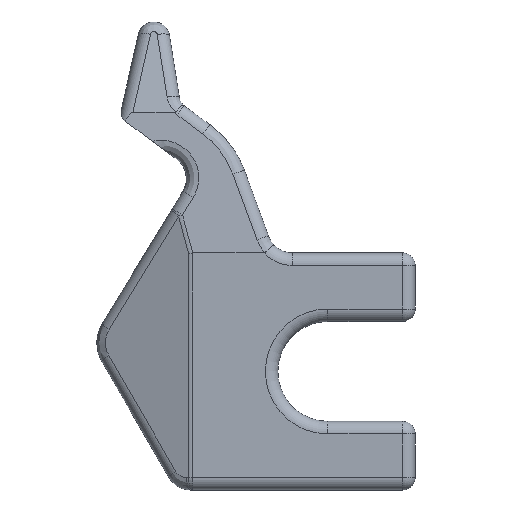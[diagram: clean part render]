
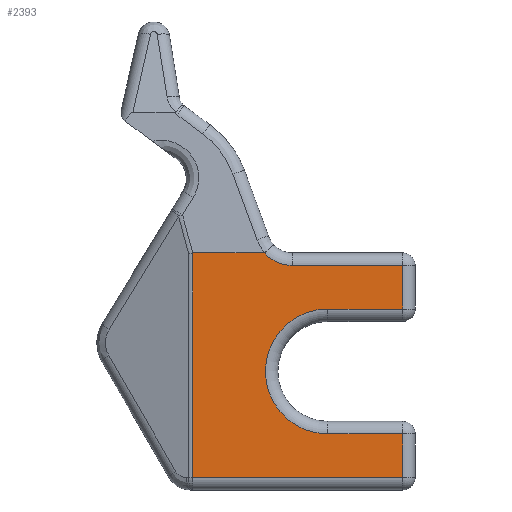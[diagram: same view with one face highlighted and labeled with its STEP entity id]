
A CAD part, left-side view. The second image highlights one B-rep face of the part: STEP entity #2393.
In plain terms, the highlighted planar face has unit normal (-1, 0, 0).
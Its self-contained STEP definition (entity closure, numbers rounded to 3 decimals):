
#1 = ORIENTED_EDGE ( 'NONE', *, *, #2933, .T. ) ;
#119 = PLANE ( 'NONE',  #2573 ) ;
#156 = DIRECTION ( 'NONE',  ( 1., 0., 0. ) ) ;
#162 = LINE ( 'NONE', #3492, #2278 ) ;
#164 = CIRCLE ( 'NONE', #1725, 100. ) ;
#165 = VERTEX_POINT ( 'NONE', #657 ) ;
#328 = CARTESIAN_POINT ( 'NONE',  ( -100., 197.099, 360. ) ) ;
#368 = LINE ( 'NONE', #1606, #2499 ) ;
#417 = EDGE_CURVE ( 'NONE', #3552, #1888, #2888, .T. ) ;
#507 = CARTESIAN_POINT ( 'NONE',  ( -100., 241.82, 380. ) ) ;
#657 = CARTESIAN_POINT ( 'NONE',  ( -100., 20., 20. ) ) ;
#726 = ORIENTED_EDGE ( 'NONE', *, *, #417, .T. ) ;
#745 = LINE ( 'NONE', #1969, #1876 ) ;
#754 = FACE_OUTER_BOUND ( 'NONE', #3632, .T. ) ;
#890 = EDGE_CURVE ( 'NONE', #2342, #2705, #3399, .T. ) ;
#979 = DIRECTION ( 'NONE',  ( 0., 0., 1. ) ) ;
#1016 = EDGE_CURVE ( 'NONE', #3373, #2705, #745, .T. ) ;
#1051 = EDGE_CURVE ( 'NONE', #2678, #2230, #164, .T. ) ;
#1147 = DIRECTION ( 'NONE',  ( 0., -1., 0. ) ) ;
#1254 = CARTESIAN_POINT ( 'NONE',  ( -100., 360., 40. ) ) ;
#1269 = LINE ( 'NONE', #3309, #3445 ) ;
#1316 = VERTEX_POINT ( 'NONE', #2598 ) ;
#1319 = VECTOR ( 'NONE', #1766, 1000. ) ;
#1343 = LINE ( 'NONE', #3021, #2946 ) ;
#1348 = CARTESIAN_POINT ( 'NONE',  ( -100., 356.519, 380. ) ) ;
#1472 = ORIENTED_EDGE ( 'NONE', *, *, #1843, .T. ) ;
#1478 = DIRECTION ( 'NONE',  ( 0., -1., 0. ) ) ;
#1511 = CARTESIAN_POINT ( 'NONE',  ( -100., 356.755, 379.985 ) ) ;
#1606 = CARTESIAN_POINT ( 'NONE',  ( -100., 356.755, 40. ) ) ;
#1612 = DIRECTION ( 'NONE',  ( 0., 0., 1. ) ) ;
#1627 = CARTESIAN_POINT ( 'NONE',  ( -100., 356.599, 380. ) ) ;
#1634 = CARTESIAN_POINT ( 'NONE',  ( -100., 140., 90. ) ) ;
#1725 = AXIS2_PLACEMENT_3D ( 'NONE', #3479, #3181, #3437 ) ;
#1738 =( BOUNDED_CURVE ( )  B_SPLINE_CURVE ( 3, ( #1348, #1627, #2767, #2184 ),
 .UNSPECIFIED., .F., .T. ) 
 B_SPLINE_CURVE_WITH_KNOTS ( ( 4, 4 ),
 ( 3.119, 3.13 ),
 .UNSPECIFIED. ) 
 CURVE ( )  GEOMETRIC_REPRESENTATION_ITEM ( )  RATIONAL_B_SPLINE_CURVE ( ( 1., 1., 1., 1. ) ) 
 REPRESENTATION_ITEM ( '' )  );
#1766 = DIRECTION ( 'NONE',  ( 0., 1., 0. ) ) ;
#1843 = EDGE_CURVE ( 'NONE', #2295, #165, #3153, .T. ) ;
#1855 = ORIENTED_EDGE ( 'NONE', *, *, #1051, .T. ) ;
#1863 = ORIENTED_EDGE ( 'NONE', *, *, #2392, .T. ) ;
#1876 = VECTOR ( 'NONE', #1147, 1000. ) ;
#1888 = VERTEX_POINT ( 'NONE', #2317 ) ;
#1969 = CARTESIAN_POINT ( 'NONE',  ( -100., 360., 380. ) ) ;
#2037 = VECTOR ( 'NONE', #3485, 1000. ) ;
#2065 = LINE ( 'NONE', #2945, #1319 ) ;
#2169 = ORIENTED_EDGE ( 'NONE', *, *, #2823, .T. ) ;
#2184 = CARTESIAN_POINT ( 'NONE',  ( -100., 356.755, 379.985 ) ) ;
#2189 = EDGE_CURVE ( 'NONE', #3373, #3217, #1738, .T. ) ;
#2230 = VERTEX_POINT ( 'NONE', #2462 ) ;
#2278 = VECTOR ( 'NONE', #3226, 1000. ) ;
#2295 = VERTEX_POINT ( 'NONE', #3086 ) ;
#2317 = CARTESIAN_POINT ( 'NONE',  ( -100., 20., 360. ) ) ;
#2342 = VERTEX_POINT ( 'NONE', #328 ) ;
#2392 = EDGE_CURVE ( 'NONE', #1888, #2342, #2065, .T. ) ;
#2393 = ADVANCED_FACE ( 'NONE', ( #754 ), #119, .T. ) ;
#2462 = CARTESIAN_POINT ( 'NONE',  ( -100., 140., 290. ) ) ;
#2499 = VECTOR ( 'NONE', #3031, 1000. ) ;
#2573 = AXIS2_PLACEMENT_3D ( 'NONE', #1254, #2641, #3491 ) ;
#2598 = CARTESIAN_POINT ( 'NONE',  ( -100., 20., 90. ) ) ;
#2641 = DIRECTION ( 'NONE',  ( -1., 0., 0. ) ) ;
#2647 = VECTOR ( 'NONE', #1478, 1000. ) ;
#2678 = VERTEX_POINT ( 'NONE', #1634 ) ;
#2705 = VERTEX_POINT ( 'NONE', #507 ) ;
#2767 = CARTESIAN_POINT ( 'NONE',  ( -100., 356.677, 379.995 ) ) ;
#2823 = EDGE_CURVE ( 'NONE', #3217, #2295, #368, .T. ) ;
#2846 = CARTESIAN_POINT ( 'NONE',  ( -100., 20., 290. ) ) ;
#2888 = LINE ( 'NONE', #3198, #2037 ) ;
#2911 = ORIENTED_EDGE ( 'NONE', *, *, #3574, .T. ) ;
#2933 = EDGE_CURVE ( 'NONE', #165, #1316, #1269, .T. ) ;
#2945 = CARTESIAN_POINT ( 'NONE',  ( -100., 197.099, 360. ) ) ;
#2946 = VECTOR ( 'NONE', #3595, 1000. ) ;
#2947 = CARTESIAN_POINT ( 'NONE',  ( -100., 356.519, 380. ) ) ;
#3021 = CARTESIAN_POINT ( 'NONE',  ( -100., 0., 290. ) ) ;
#3031 = DIRECTION ( 'NONE',  ( 0., 0., -1. ) ) ;
#3068 = ORIENTED_EDGE ( 'NONE', *, *, #890, .T. ) ;
#3086 = CARTESIAN_POINT ( 'NONE',  ( -100., 356.755, 20. ) ) ;
#3107 = ORIENTED_EDGE ( 'NONE', *, *, #1016, .F. ) ;
#3137 = CARTESIAN_POINT ( 'NONE',  ( -100., 0., 20. ) ) ;
#3153 = LINE ( 'NONE', #3137, #2647 ) ;
#3181 = DIRECTION ( 'NONE',  ( 1., 0., 0. ) ) ;
#3198 = CARTESIAN_POINT ( 'NONE',  ( -100., 20., 380. ) ) ;
#3217 = VERTEX_POINT ( 'NONE', #1511 ) ;
#3222 = CARTESIAN_POINT ( 'NONE',  ( -100., 197.099, 420. ) ) ;
#3226 = DIRECTION ( 'NONE',  ( 0., 1., 0. ) ) ;
#3245 = EDGE_CURVE ( 'NONE', #1316, #2678, #162, .T. ) ;
#3309 = CARTESIAN_POINT ( 'NONE',  ( -100., 20., 110. ) ) ;
#3373 = VERTEX_POINT ( 'NONE', #2947 ) ;
#3399 = CIRCLE ( 'NONE', #3569, 60. ) ;
#3437 = DIRECTION ( 'NONE',  ( 0., 0., 1. ) ) ;
#3445 = VECTOR ( 'NONE', #1612, 1000. ) ;
#3456 = ORIENTED_EDGE ( 'NONE', *, *, #2189, .T. ) ;
#3479 = CARTESIAN_POINT ( 'NONE',  ( -100., 140., 190. ) ) ;
#3485 = DIRECTION ( 'NONE',  ( 0., 0., 1. ) ) ;
#3491 = DIRECTION ( 'NONE',  ( 0., 0., 1. ) ) ;
#3492 = CARTESIAN_POINT ( 'NONE',  ( -100., 140., 90. ) ) ;
#3551 = ORIENTED_EDGE ( 'NONE', *, *, #3245, .T. ) ;
#3552 = VERTEX_POINT ( 'NONE', #2846 ) ;
#3569 = AXIS2_PLACEMENT_3D ( 'NONE', #3222, #156, #979 ) ;
#3574 = EDGE_CURVE ( 'NONE', #2230, #3552, #1343, .T. ) ;
#3595 = DIRECTION ( 'NONE',  ( 0., -1., 0. ) ) ;
#3632 = EDGE_LOOP ( 'NONE', ( #3456, #2169, #1472, #1, #3551, #1855, #2911, #726, #1863, #3068, #3107 ) ) ;
